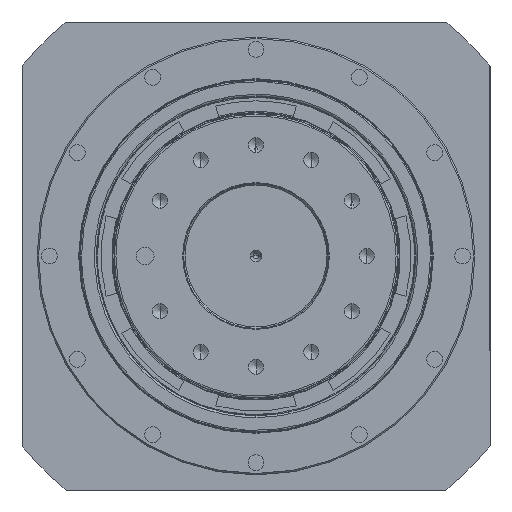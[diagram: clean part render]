
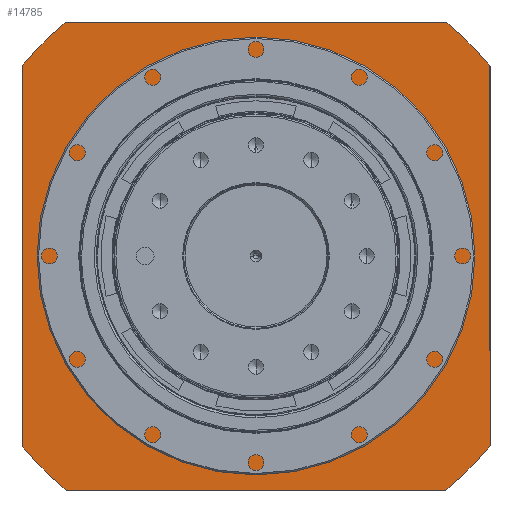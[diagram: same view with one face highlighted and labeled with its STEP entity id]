
A CAD part, left-side view. The second image highlights one B-rep face of the part: STEP entity #14785.
In plain terms, the highlighted face is planar.
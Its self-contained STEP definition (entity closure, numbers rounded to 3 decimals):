
#120 = ORIENTED_EDGE ( 'NONE', *, *, #13916, .T. ) ;
#269 = CARTESIAN_POINT ( 'NONE',  ( 0., 6., 0. ) ) ;
#363 = LINE ( 'NONE', #462, #16282 ) ;
#462 = CARTESIAN_POINT ( 'NONE',  ( 132., 6., -107.126 ) ) ;
#490 = CIRCLE ( 'NONE', #2989, 80. ) ;
#548 = EDGE_CURVE ( 'NONE', #1536, #3705, #13304, .T. ) ;
#864 = VERTEX_POINT ( 'NONE', #1816 ) ;
#906 = CARTESIAN_POINT ( 'NONE',  ( -107.126, 6., -132. ) ) ;
#1228 = CARTESIAN_POINT ( 'NONE',  ( -132., 6., -107.126 ) ) ;
#1409 = AXIS2_PLACEMENT_3D ( 'NONE', #15881, #5660, #16069 ) ;
#1536 = VERTEX_POINT ( 'NONE', #8468 ) ;
#1551 = CIRCLE ( 'NONE', #7788, 170. ) ;
#1626 = DIRECTION ( 'NONE',  ( 0., 0., -1. ) ) ;
#1714 = DIRECTION ( 'NONE',  ( -1., 0., 0. ) ) ;
#1816 = CARTESIAN_POINT ( 'NONE',  ( 132., 6., 107.126 ) ) ;
#1871 = ORIENTED_EDGE ( 'NONE', *, *, #6376, .T. ) ;
#1925 = DIRECTION ( 'NONE',  ( 0., 0., -1. ) ) ;
#1930 = DIRECTION ( 'NONE',  ( 0., 0., 1. ) ) ;
#2192 = DIRECTION ( 'NONE',  ( 0., -1., 0. ) ) ;
#2269 = CARTESIAN_POINT ( 'NONE',  ( 132., 6., -107.126 ) ) ;
#2370 = LINE ( 'NONE', #906, #10345 ) ;
#2436 = DIRECTION ( 'NONE',  ( 0., 0., -1. ) ) ;
#2799 = CARTESIAN_POINT ( 'NONE',  ( -132., 6., -107.126 ) ) ;
#2805 = AXIS2_PLACEMENT_3D ( 'NONE', #13601, #10748, #7799 ) ;
#2984 = VERTEX_POINT ( 'NONE', #15144 ) ;
#2989 = AXIS2_PLACEMENT_3D ( 'NONE', #10736, #13884, #1626 ) ;
#3148 = AXIS2_PLACEMENT_3D ( 'NONE', #269, #10569, #15286 ) ;
#3443 = ORIENTED_EDGE ( 'NONE', *, *, #14704, .T. ) ;
#3705 = VERTEX_POINT ( 'NONE', #7553 ) ;
#4286 = VERTEX_POINT ( 'NONE', #8159 ) ;
#4660 = FACE_BOUND ( 'NONE', #9621, .T. ) ;
#5028 = DIRECTION ( 'NONE',  ( 0., 0., -1. ) ) ;
#5660 = DIRECTION ( 'NONE',  ( 0., -1., 0. ) ) ;
#5944 = ORIENTED_EDGE ( 'NONE', *, *, #15066, .T. ) ;
#6017 = EDGE_CURVE ( 'NONE', #864, #6472, #11321, .T. ) ;
#6376 = EDGE_CURVE ( 'NONE', #6472, #1536, #6409, .T. ) ;
#6396 = VECTOR ( 'NONE', #1714, 1000. ) ;
#6409 = LINE ( 'NONE', #7593, #6396 ) ;
#6472 = VERTEX_POINT ( 'NONE', #13051 ) ;
#6844 = CARTESIAN_POINT ( 'NONE',  ( 0., 6., 0. ) ) ;
#7452 = EDGE_CURVE ( 'NONE', #4286, #7941, #490, .T. ) ;
#7553 = CARTESIAN_POINT ( 'NONE',  ( -132., 6., 107.126 ) ) ;
#7593 = CARTESIAN_POINT ( 'NONE',  ( -107.126, 6., 132. ) ) ;
#7788 = AXIS2_PLACEMENT_3D ( 'NONE', #6844, #18709, #2436 ) ;
#7799 = DIRECTION ( 'NONE',  ( 0., 0., -1. ) ) ;
#7893 = VERTEX_POINT ( 'NONE', #1228 ) ;
#7941 = VERTEX_POINT ( 'NONE', #16511 ) ;
#8159 = CARTESIAN_POINT ( 'NONE',  ( 0., 6., -80. ) ) ;
#8468 = CARTESIAN_POINT ( 'NONE',  ( -107.126, 6., 132. ) ) ;
#8509 = VECTOR ( 'NONE', #13015, 1000. ) ;
#8620 = ORIENTED_EDGE ( 'NONE', *, *, #7452, .F. ) ;
#8717 = CARTESIAN_POINT ( 'NONE',  ( 107.126, 6., -132. ) ) ;
#9471 = DIRECTION ( 'NONE',  ( 0., -1., 0. ) ) ;
#9621 = EDGE_LOOP ( 'NONE', ( #8620, #17076 ) ) ;
#9846 = CARTESIAN_POINT ( 'NONE',  ( 0., 6., 0. ) ) ;
#9920 = ORIENTED_EDGE ( 'NONE', *, *, #13358, .T. ) ;
#10345 = VECTOR ( 'NONE', #18835, 1000. ) ;
#10569 = DIRECTION ( 'NONE',  ( 0., -1., 0. ) ) ;
#10654 = PLANE ( 'NONE',  #2805 ) ;
#10736 = CARTESIAN_POINT ( 'NONE',  ( 0., 6., 0. ) ) ;
#10748 = DIRECTION ( 'NONE',  ( 0., -1., 0. ) ) ;
#10770 = ORIENTED_EDGE ( 'NONE', *, *, #12775, .T. ) ;
#10920 = EDGE_LOOP ( 'NONE', ( #10770, #120, #9920, #3443, #13593, #1871, #18266, #5944 ) ) ;
#11117 = CARTESIAN_POINT ( 'NONE',  ( 0., 6., 0. ) ) ;
#11321 = CIRCLE ( 'NONE', #3148, 170. ) ;
#12775 = EDGE_CURVE ( 'NONE', #7893, #2984, #1551, .T. ) ;
#13015 = DIRECTION ( 'NONE',  ( 0., 0., -1. ) ) ;
#13051 = CARTESIAN_POINT ( 'NONE',  ( 107.126, 6., 132. ) ) ;
#13294 = AXIS2_PLACEMENT_3D ( 'NONE', #11117, #2192, #5028 ) ;
#13304 = CIRCLE ( 'NONE', #1409, 170. ) ;
#13358 = EDGE_CURVE ( 'NONE', #18903, #17051, #17843, .T. ) ;
#13593 = ORIENTED_EDGE ( 'NONE', *, *, #6017, .T. ) ;
#13601 = CARTESIAN_POINT ( 'NONE',  ( 0., 6., 0. ) ) ;
#13884 = DIRECTION ( 'NONE',  ( 0., -1., 0. ) ) ;
#13916 = EDGE_CURVE ( 'NONE', #2984, #18903, #2370, .T. ) ;
#14704 = EDGE_CURVE ( 'NONE', #17051, #864, #363, .T. ) ;
#14785 = ADVANCED_FACE ( 'NONE', ( #4660, #15182 ), #10654, .T. ) ;
#15066 = EDGE_CURVE ( 'NONE', #3705, #7893, #16243, .T. ) ;
#15144 = CARTESIAN_POINT ( 'NONE',  ( -107.126, 6., -132. ) ) ;
#15182 = FACE_OUTER_BOUND ( 'NONE', #10920, .T. ) ;
#15286 = DIRECTION ( 'NONE',  ( 0., 0., -1. ) ) ;
#15881 = CARTESIAN_POINT ( 'NONE',  ( 0., 6., 0. ) ) ;
#16069 = DIRECTION ( 'NONE',  ( 0., 0., -1. ) ) ;
#16243 = LINE ( 'NONE', #2799, #8509 ) ;
#16282 = VECTOR ( 'NONE', #1930, 1000. ) ;
#16511 = CARTESIAN_POINT ( 'NONE',  ( 0., 6., 80. ) ) ;
#17033 = CIRCLE ( 'NONE', #13294, 80. ) ;
#17051 = VERTEX_POINT ( 'NONE', #2269 ) ;
#17076 = ORIENTED_EDGE ( 'NONE', *, *, #17979, .F. ) ;
#17843 = CIRCLE ( 'NONE', #18458, 170. ) ;
#17979 = EDGE_CURVE ( 'NONE', #7941, #4286, #17033, .T. ) ;
#18266 = ORIENTED_EDGE ( 'NONE', *, *, #548, .T. ) ;
#18458 = AXIS2_PLACEMENT_3D ( 'NONE', #9846, #9471, #1925 ) ;
#18709 = DIRECTION ( 'NONE',  ( 0., -1., 0. ) ) ;
#18835 = DIRECTION ( 'NONE',  ( 1., 0., 0. ) ) ;
#18903 = VERTEX_POINT ( 'NONE', #8717 ) ;
